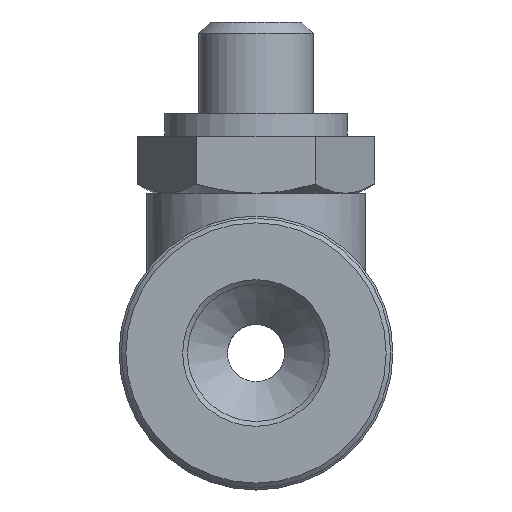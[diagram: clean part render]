
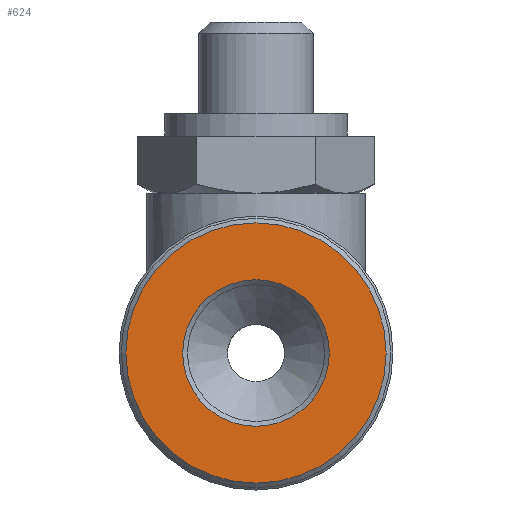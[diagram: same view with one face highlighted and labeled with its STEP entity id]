
A CAD part, left-side view. The second image highlights one B-rep face of the part: STEP entity #624.
In plain terms, the highlighted planar face has unit normal (-1, 0, 0).
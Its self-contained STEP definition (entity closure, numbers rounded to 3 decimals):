
#45=PLANE('',#705);
#138=ORIENTED_EDGE('',*,*,#273,.F.);
#139=ORIENTED_EDGE('',*,*,#274,.T.);
#273=EDGE_CURVE('',#338,#338,#387,.T.);
#274=EDGE_CURVE('',#339,#339,#388,.T.);
#338=VERTEX_POINT('',#1091);
#339=VERTEX_POINT('',#1093);
#387=CIRCLE('',#706,5.7);
#388=CIRCLE('',#707,3.212);
#433=EDGE_LOOP('',(#138));
#434=EDGE_LOOP('',(#139));
#523=FACE_BOUND('',#433,.T.);
#524=FACE_BOUND('',#434,.T.);
#624=ADVANCED_FACE('',(#523,#524),#45,.F.);
#705=AXIS2_PLACEMENT_3D('',#1089,#834,#835);
#706=AXIS2_PLACEMENT_3D('',#1090,#836,#837);
#707=AXIS2_PLACEMENT_3D('',#1092,#838,#839);
#834=DIRECTION('',(1.,0.,0.));
#835=DIRECTION('',(0.,0.,-1.));
#836=DIRECTION('',(1.,0.,0.));
#837=DIRECTION('',(0.,0.,-1.));
#838=DIRECTION('',(1.,0.,0.));
#839=DIRECTION('',(0.,0.,-1.));
#1089=CARTESIAN_POINT('',(-20.5,0.,-10.5));
#1090=CARTESIAN_POINT('',(-20.5,0.,-10.5));
#1091=CARTESIAN_POINT('',(-20.5,0.,-16.2));
#1092=CARTESIAN_POINT('',(-20.5,0.,-10.5));
#1093=CARTESIAN_POINT('',(-20.5,0.,-13.712));
